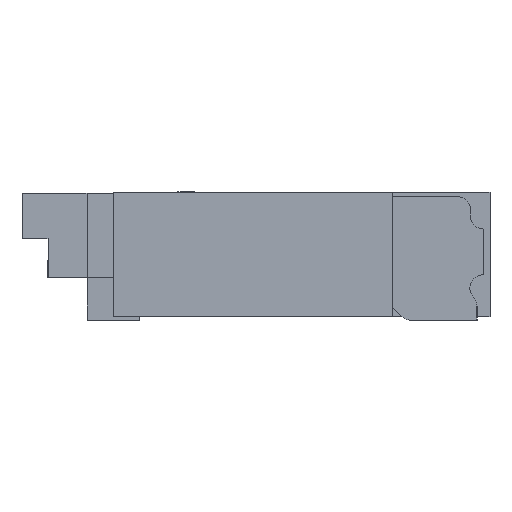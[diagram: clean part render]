
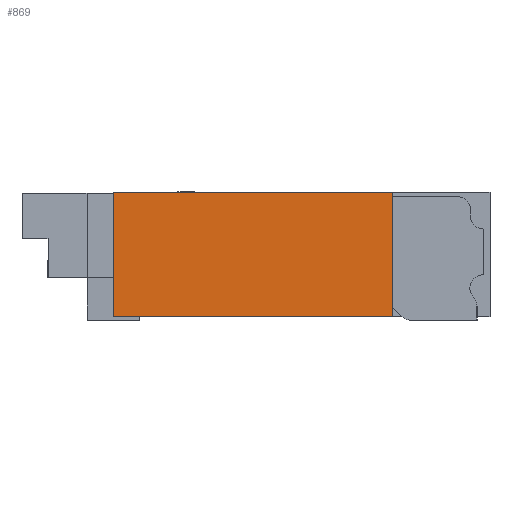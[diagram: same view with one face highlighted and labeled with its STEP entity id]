
A CAD part, left-side view. The second image highlights one B-rep face of the part: STEP entity #869.
In plain terms, the highlighted planar face has unit normal (-1, 0, 0).
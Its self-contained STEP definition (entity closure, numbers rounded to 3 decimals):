
#869 = ADVANCED_FACE( '', ( #1653 ), #1654, .T. );
#1653 = FACE_OUTER_BOUND( '', #2402, .T. );
#1654 = PLANE( '', #2403 );
#2402 = EDGE_LOOP( '', ( #4813, #4814, #4815, #4816 ) );
#2403 = AXIS2_PLACEMENT_3D( '', #4817, #4818, #4819 );
#4813 = ORIENTED_EDGE( '', *, *, #5686, .F. );
#4814 = ORIENTED_EDGE( '', *, *, #5028, .T. );
#4815 = ORIENTED_EDGE( '', *, *, #5321, .T. );
#4816 = ORIENTED_EDGE( '', *, *, #5890, .T. );
#4817 = CARTESIAN_POINT( '', ( -2.5, 0., 0. ) );
#4818 = DIRECTION( '', ( -1., 0., 0. ) );
#4819 = DIRECTION( '', ( 0., 0., 1. ) );
#5028 = EDGE_CURVE( '', #6121, #6119, #6122, .T. );
#5321 = EDGE_CURVE( '', #6119, #6625, #6627, .T. );
#5686 = EDGE_CURVE( '', #6121, #7156, #7157, .T. );
#5890 = EDGE_CURVE( '', #6625, #7156, #7389, .T. );
#6119 = VERTEX_POINT( '', #7710 );
#6121 = VERTEX_POINT( '', #7713 );
#6122 = LINE( '', #7714, #7715 );
#6625 = VERTEX_POINT( '', #8453 );
#6627 = LINE( '', #8456, #8457 );
#7156 = VERTEX_POINT( '', #9255 );
#7157 = LINE( '', #9256, #9257 );
#7389 = LINE( '', #9609, #9610 );
#7710 = CARTESIAN_POINT( '', ( -2.5, 1.45, 0.48 ) );
#7713 = CARTESIAN_POINT( '', ( -2.5, -0.7, 0.48 ) );
#7714 = CARTESIAN_POINT( '', ( -2.5, -1.45, 0.48 ) );
#7715 = VECTOR( '', #9756, 1000. );
#8453 = CARTESIAN_POINT( '', ( -2.5, 1.45, -0.48 ) );
#8456 = CARTESIAN_POINT( '', ( -2.5, 1.45, 0.48 ) );
#8457 = VECTOR( '', #10029, 1000. );
#9255 = CARTESIAN_POINT( '', ( -2.5, -0.7, -0.48 ) );
#9256 = CARTESIAN_POINT( '', ( -2.5, -0.7, 0. ) );
#9257 = VECTOR( '', #10317, 1000. );
#9609 = CARTESIAN_POINT( '', ( -2.5, 1.45, -0.48 ) );
#9610 = VECTOR( '', #10444, 1000. );
#9756 = DIRECTION( '', ( 0., 1., 0. ) );
#10029 = DIRECTION( '', ( 0., 0., -1. ) );
#10317 = DIRECTION( '', ( 0., 0., -1. ) );
#10444 = DIRECTION( '', ( 0., -1., 0. ) );
